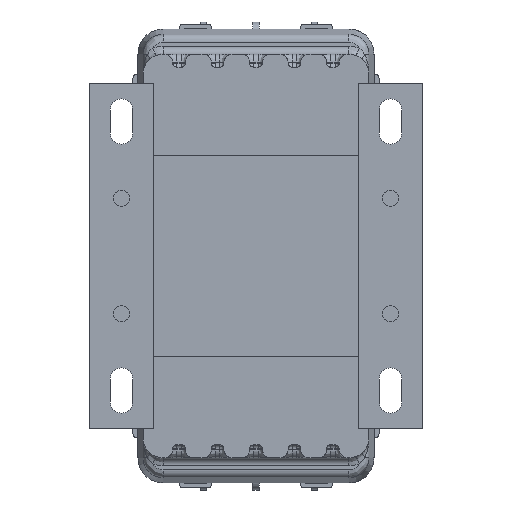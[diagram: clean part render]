
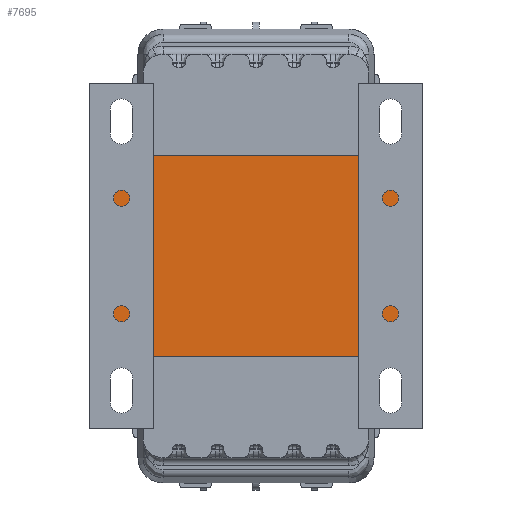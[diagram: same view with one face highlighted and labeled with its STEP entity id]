
A CAD part, front view. The second image highlights one B-rep face of the part: STEP entity #7695.
In plain terms, the highlighted planar face has unit normal (0, -1, 0).
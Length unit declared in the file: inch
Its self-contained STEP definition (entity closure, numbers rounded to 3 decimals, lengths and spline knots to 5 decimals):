
#418 = LINE ( 'NONE', #12647, #12942 ) ;
#702 = VERTEX_POINT ( 'NONE', #14867 ) ;
#1376 = PLANE ( 'NONE',  #11547 ) ;
#1418 = DIRECTION ( 'NONE',  ( 0., 1., 0. ) ) ;
#1613 = ORIENTED_EDGE ( 'NONE', *, *, #4205, .F. ) ;
#2222 = EDGE_LOOP ( 'NONE', ( #12769, #1613, #15962, #9406 ) ) ;
#2896 = CARTESIAN_POINT ( 'NONE',  ( 1.5, -1.25, 0.98425 ) ) ;
#4205 = EDGE_CURVE ( 'NONE', #11855, #15593, #418, .T. ) ;
#4847 = EDGE_CURVE ( 'NONE', #15593, #14632, #14295, .T. ) ;
#5552 = CARTESIAN_POINT ( 'NONE',  ( 1.5, -1.25, 0.98425 ) ) ;
#6438 = CARTESIAN_POINT ( 'NONE',  ( -1.5, -1.25, 0.98425 ) ) ;
#6534 = FACE_OUTER_BOUND ( 'NONE', #2222, .T. ) ;
#6701 = CARTESIAN_POINT ( 'NONE',  ( -1.5, -1.25, -0.98425 ) ) ;
#7237 = EDGE_CURVE ( 'NONE', #14632, #702, #9489, .T. ) ;
#7695 = ADVANCED_FACE ( 'NONE', ( #6534 ), #1376, .F. ) ;
#7883 = CARTESIAN_POINT ( 'NONE',  ( -1.5, -1.25, 0.98425 ) ) ;
#8091 = VECTOR ( 'NONE', #16216, 39.37008 ) ;
#8882 = CARTESIAN_POINT ( 'NONE',  ( 0., -1.25, 0. ) ) ;
#8909 = DIRECTION ( 'NONE',  ( 0., 0., 1. ) ) ;
#9406 = ORIENTED_EDGE ( 'NONE', *, *, #7237, .F. ) ;
#9489 = LINE ( 'NONE', #5552, #13234 ) ;
#10007 = CARTESIAN_POINT ( 'NONE',  ( 1.5, -1.25, -0.98425 ) ) ;
#10138 = DIRECTION ( 'NONE',  ( 0., 0., 1. ) ) ;
#10959 = VECTOR ( 'NONE', #13964, 39.37008 ) ;
#11547 = AXIS2_PLACEMENT_3D ( 'NONE', #8882, #1418, #10138 ) ;
#11673 = EDGE_CURVE ( 'NONE', #702, #11855, #15169, .T. ) ;
#11855 = VERTEX_POINT ( 'NONE', #6701 ) ;
#12647 = CARTESIAN_POINT ( 'NONE',  ( -1.5, -1.25, -0.98425 ) ) ;
#12769 = ORIENTED_EDGE ( 'NONE', *, *, #4847, .F. ) ;
#12942 = VECTOR ( 'NONE', #8909, 39.37008 ) ;
#13234 = VECTOR ( 'NONE', #15574, 39.37008 ) ;
#13964 = DIRECTION ( 'NONE',  ( 1., 0., 0. ) ) ;
#14295 = LINE ( 'NONE', #6438, #10959 ) ;
#14632 = VERTEX_POINT ( 'NONE', #2896 ) ;
#14867 = CARTESIAN_POINT ( 'NONE',  ( 1.5, -1.25, -0.98425 ) ) ;
#15169 = LINE ( 'NONE', #10007, #8091 ) ;
#15574 = DIRECTION ( 'NONE',  ( 0., 0., -1. ) ) ;
#15593 = VERTEX_POINT ( 'NONE', #7883 ) ;
#15962 = ORIENTED_EDGE ( 'NONE', *, *, #11673, .F. ) ;
#16216 = DIRECTION ( 'NONE',  ( -1., 0., 0. ) ) ;
